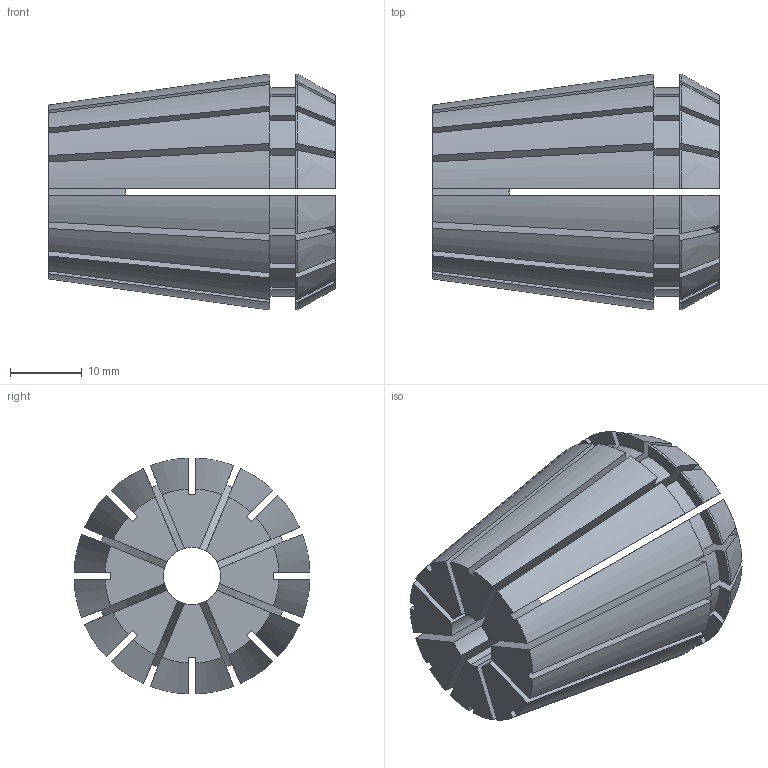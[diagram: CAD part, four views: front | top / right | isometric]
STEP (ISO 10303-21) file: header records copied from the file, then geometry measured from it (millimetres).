
FILE_DESCRIPTION (( 'STEP AP203' ), '1' );
FILE_NAME ('04232-08.STEP', '2017-04-06T06:22:43', ( '' ), ( '' ), 'SwSTEP 2.0', 'SolidWorks 2015', '' );
FILE_SCHEMA (( 'CONFIG_CONTROL_DESIGN' ));
Length unit declared in the file: millimetre
Products named in the file (1): 04232-08
Bounding box: 40 x 32.99 x 32.99 mm (x, y, z)
Volume: 18360.2 mm3; surface area: 17075.2 mm2
Topology: 1 solids, 1 shells, 154 faces, 462 edges, 308 vertices
Faces by surface type: plane 80, cylinder 50, cone 24
Entity records: 5544 total; most frequent: CARTESIAN_POINT 1328, ORIENTED_EDGE 924, DIRECTION 836, EDGE_CURVE 462, AXIS2_PLACEMENT_3D 309, VERTEX_POINT 308, VECTOR 218, LINE 218
